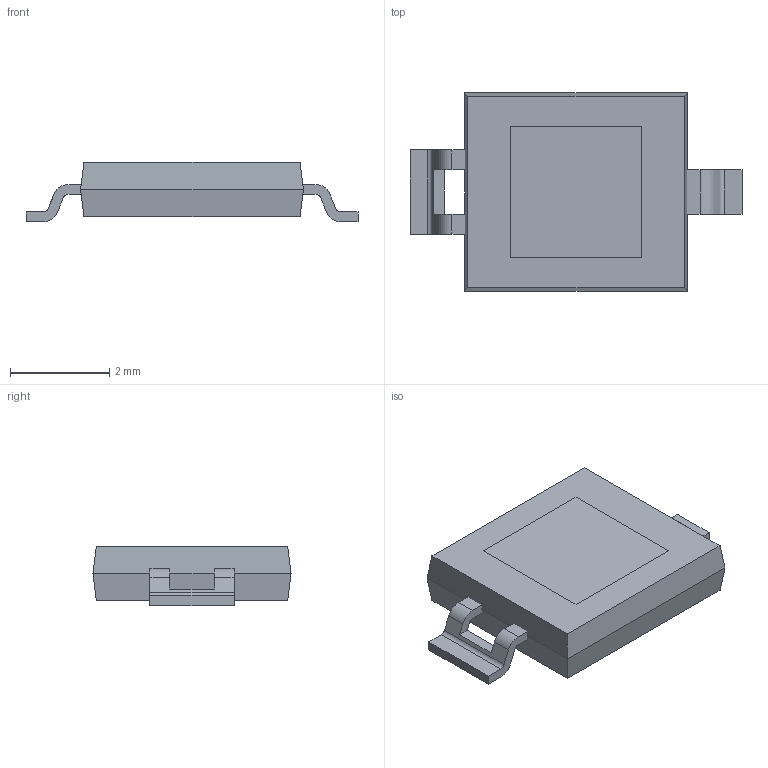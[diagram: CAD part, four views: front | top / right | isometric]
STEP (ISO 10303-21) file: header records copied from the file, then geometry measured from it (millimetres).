
FILE_DESCRIPTION((''),'2;1');
FILE_NAME('OSRAM_BPW34FS.stp','2011-09-21T13:09:30',(''),(''),'Mechanical Desktop 2011','Mechanical Desktop 2011',', , ');
FILE_SCHEMA(('AUTOMOTIVE_DESIGN { 1 2 10303 214 1 1 1 1 }'));
Length unit declared in the file: millimetre
Products named in the file (1): Product
Bounding box: 6.7 x 4 x 1.2 mm (x, y, z)
Volume: 19.8 mm3; surface area: 77.2 mm2
Topology: 4 solids, 4 shells, 57 faces, 141 edges, 94 vertices
Faces by surface type: plane 44, cylinder 10, bspline 3
Entity records: 1731 total; most frequent: CARTESIAN_POINT 301, ORIENTED_EDGE 280, DIRECTION 271, EDGE_CURVE 140, VECTOR 121, LINE 121, VERTEX_POINT 92, AXIS2_PLACEMENT_3D 75
